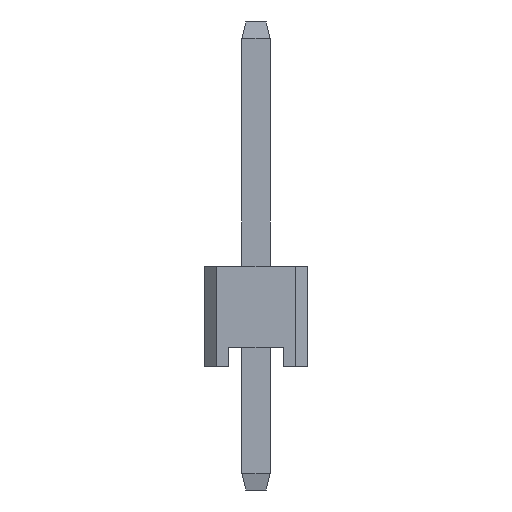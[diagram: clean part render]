
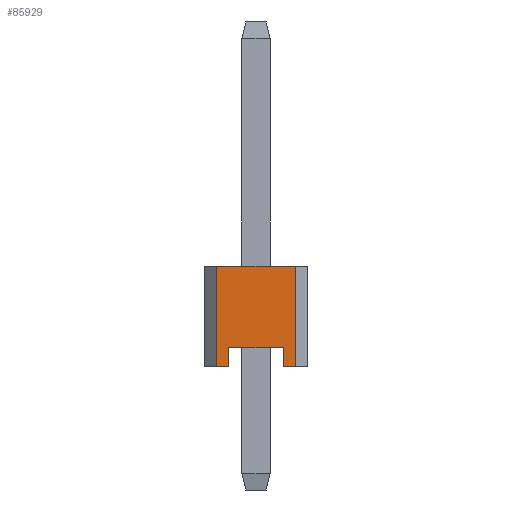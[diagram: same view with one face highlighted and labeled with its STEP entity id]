
A CAD part, left-side view. The second image highlights one B-rep face of the part: STEP entity #85929.
In plain terms, the highlighted planar face has unit normal (-1, 0, 0).
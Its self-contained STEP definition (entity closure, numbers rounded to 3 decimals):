
#556 = VECTOR ( 'NONE', #64551, 1000. ) ;
#2962 = VERTEX_POINT ( 'NONE', #90934 ) ;
#3046 = VECTOR ( 'NONE', #24233, 1000. ) ;
#3059 = VECTOR ( 'NONE', #55692, 1000. ) ;
#4309 = CARTESIAN_POINT ( 'NONE',  ( -49.53, 0.67, 0.03 ) ) ;
#4316 = PLANE ( 'NONE',  #48240 ) ;
#6381 = CARTESIAN_POINT ( 'NONE',  ( -49.53, -0.67, 0.03 ) ) ;
#9528 = VECTOR ( 'NONE', #100298, 1000. ) ;
#13245 = EDGE_CURVE ( 'NONE', #26616, #80184, #46536, .T. ) ;
#13312 = LINE ( 'NONE', #29894, #40053 ) ;
#14509 = CARTESIAN_POINT ( 'NONE',  ( -49.53, 0.97, 2.5 ) ) ;
#15603 = VERTEX_POINT ( 'NONE', #71461 ) ;
#16542 = EDGE_LOOP ( 'NONE', ( #71789, #27672, #86732, #37196, #19163, #67762, #35500, #52827 ) ) ;
#19163 = ORIENTED_EDGE ( 'NONE', *, *, #98429, .F. ) ;
#24233 = DIRECTION ( 'NONE',  ( 0., -1., 0. ) ) ;
#24845 = CARTESIAN_POINT ( 'NONE',  ( -49.53, -0.67, 0.53 ) ) ;
#26616 = VERTEX_POINT ( 'NONE', #94227 ) ;
#27672 = ORIENTED_EDGE ( 'NONE', *, *, #95059, .T. ) ;
#28458 = FACE_OUTER_BOUND ( 'NONE', #16542, .T. ) ;
#28685 = VERTEX_POINT ( 'NONE', #6381 ) ;
#29894 = CARTESIAN_POINT ( 'NONE',  ( -49.53, -0.97, 2.5 ) ) ;
#35500 = ORIENTED_EDGE ( 'NONE', *, *, #13245, .T. ) ;
#37196 = ORIENTED_EDGE ( 'NONE', *, *, #71480, .F. ) ;
#37990 = CARTESIAN_POINT ( 'NONE',  ( -49.53, 0.97, 0.03 ) ) ;
#40053 = VECTOR ( 'NONE', #45440, 1000. ) ;
#41515 = VECTOR ( 'NONE', #87648, 1000. ) ;
#45440 = DIRECTION ( 'NONE',  ( 0., 0., -1. ) ) ;
#46536 = LINE ( 'NONE', #37990, #3059 ) ;
#48240 = AXIS2_PLACEMENT_3D ( 'NONE', #14509, #64349, #104458 ) ;
#52533 = CARTESIAN_POINT ( 'NONE',  ( -49.53, 0.97, 2.5 ) ) ;
#52827 = ORIENTED_EDGE ( 'NONE', *, *, #77165, .F. ) ;
#54413 = CARTESIAN_POINT ( 'NONE',  ( -49.53, -0.67, 0.03 ) ) ;
#55692 = DIRECTION ( 'NONE',  ( 0., -1., 0. ) ) ;
#56524 = LINE ( 'NONE', #24845, #556 ) ;
#57560 = EDGE_CURVE ( 'NONE', #15603, #2962, #98210, .T. ) ;
#58390 = CARTESIAN_POINT ( 'NONE',  ( -49.53, 0.97, 2.5 ) ) ;
#60728 = VERTEX_POINT ( 'NONE', #52533 ) ;
#61439 = EDGE_CURVE ( 'NONE', #28685, #80838, #97763, .T. ) ;
#61626 = LINE ( 'NONE', #92308, #9528 ) ;
#64349 = DIRECTION ( 'NONE',  ( 1., 0., 0. ) ) ;
#64551 = DIRECTION ( 'NONE',  ( 0., 0., -1. ) ) ;
#66382 = LINE ( 'NONE', #58390, #80022 ) ;
#67762 = ORIENTED_EDGE ( 'NONE', *, *, #69850, .T. ) ;
#69850 = EDGE_CURVE ( 'NONE', #60728, #26616, #96258, .T. ) ;
#71461 = CARTESIAN_POINT ( 'NONE',  ( -49.53, 0.67, 0.5 ) ) ;
#71480 = EDGE_CURVE ( 'NONE', #85461, #80838, #13312, .T. ) ;
#71789 = ORIENTED_EDGE ( 'NONE', *, *, #57560, .T. ) ;
#77165 = EDGE_CURVE ( 'NONE', #15603, #80184, #61626, .T. ) ;
#80022 = VECTOR ( 'NONE', #99074, 1000. ) ;
#80184 = VERTEX_POINT ( 'NONE', #4309 ) ;
#80838 = VERTEX_POINT ( 'NONE', #99718 ) ;
#82254 = CARTESIAN_POINT ( 'NONE',  ( -49.53, -0.97, 2.5 ) ) ;
#85461 = VERTEX_POINT ( 'NONE', #82254 ) ;
#85929 = ADVANCED_FACE ( 'NONE', ( #28458 ), #4316, .F. ) ;
#86732 = ORIENTED_EDGE ( 'NONE', *, *, #61439, .T. ) ;
#87068 = DIRECTION ( 'NONE',  ( 0., -1., 0. ) ) ;
#87648 = DIRECTION ( 'NONE',  ( 0., 0., -1. ) ) ;
#90934 = CARTESIAN_POINT ( 'NONE',  ( -49.53, -0.67, 0.5 ) ) ;
#92308 = CARTESIAN_POINT ( 'NONE',  ( -49.53, 0.67, 0.53 ) ) ;
#94227 = CARTESIAN_POINT ( 'NONE',  ( -49.53, 0.97, 0.03 ) ) ;
#95059 = EDGE_CURVE ( 'NONE', #2962, #28685, #56524, .T. ) ;
#96258 = LINE ( 'NONE', #105255, #41515 ) ;
#97700 = CARTESIAN_POINT ( 'NONE',  ( -49.53, 0.97, 0.5 ) ) ;
#97763 = LINE ( 'NONE', #54413, #99598 ) ;
#98210 = LINE ( 'NONE', #97700, #3046 ) ;
#98429 = EDGE_CURVE ( 'NONE', #60728, #85461, #66382, .T. ) ;
#99074 = DIRECTION ( 'NONE',  ( 0., -1., 0. ) ) ;
#99598 = VECTOR ( 'NONE', #87068, 1000. ) ;
#99718 = CARTESIAN_POINT ( 'NONE',  ( -49.53, -0.97, 0.03 ) ) ;
#100298 = DIRECTION ( 'NONE',  ( 0., 0., -1. ) ) ;
#104458 = DIRECTION ( 'NONE',  ( 0., 1., 0. ) ) ;
#105255 = CARTESIAN_POINT ( 'NONE',  ( -49.53, 0.97, 2.5 ) ) ;
